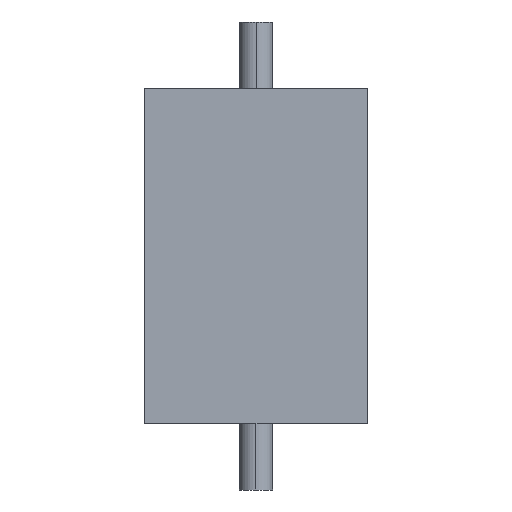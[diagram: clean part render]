
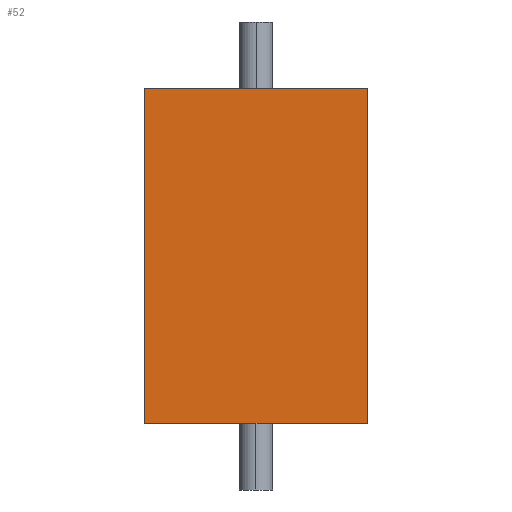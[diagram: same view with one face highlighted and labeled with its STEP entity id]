
A CAD part, left-side view. The second image highlights one B-rep face of the part: STEP entity #52.
In plain terms, the highlighted planar face has unit normal (-1, 0, 0).
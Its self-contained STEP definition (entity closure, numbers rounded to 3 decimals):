
#9 = DIRECTION ( 'NONE',  ( 0., -1., 0. ) ) ;
#13 = DIRECTION ( 'NONE',  ( 0., -1., 0. ) ) ;
#20 = FACE_OUTER_BOUND ( 'NONE', #322, .T. ) ;
#29 = VERTEX_POINT ( 'NONE', #414 ) ;
#46 = CARTESIAN_POINT ( 'NONE',  ( -250., 100., -75. ) ) ;
#51 = CARTESIAN_POINT ( 'NONE',  ( -250., 100., -75. ) ) ;
#52 = ADVANCED_FACE ( 'NONE', ( #20 ), #190, .F. ) ;
#68 = DIRECTION ( 'NONE',  ( 0., 0., -1. ) ) ;
#98 = VECTOR ( 'NONE', #9, 1000. ) ;
#119 = VECTOR ( 'NONE', #317, 1000. ) ;
#152 = ORIENTED_EDGE ( 'NONE', *, *, #346, .T. ) ;
#159 = ORIENTED_EDGE ( 'NONE', *, *, #355, .F. ) ;
#190 = PLANE ( 'NONE',  #409 ) ;
#196 = CARTESIAN_POINT ( 'NONE',  ( -250., 100., -75. ) ) ;
#201 = ORIENTED_EDGE ( 'NONE', *, *, #328, .F. ) ;
#221 = LINE ( 'NONE', #46, #542 ) ;
#227 = LINE ( 'NONE', #311, #119 ) ;
#303 = VERTEX_POINT ( 'NONE', #380 ) ;
#311 = CARTESIAN_POINT ( 'NONE',  ( -250., 0., -75. ) ) ;
#317 = DIRECTION ( 'NONE',  ( 0., 0., 1. ) ) ;
#322 = EDGE_LOOP ( 'NONE', ( #411, #159, #201, #152 ) ) ;
#328 = EDGE_CURVE ( 'NONE', #353, #303, #221, .T. ) ;
#346 = EDGE_CURVE ( 'NONE', #353, #460, #448, .T. ) ;
#352 = CARTESIAN_POINT ( 'NONE',  ( -250., 100., -75. ) ) ;
#353 = VERTEX_POINT ( 'NONE', #352 ) ;
#355 = EDGE_CURVE ( 'NONE', #303, #29, #358, .T. ) ;
#358 = LINE ( 'NONE', #403, #365 ) ;
#365 = VECTOR ( 'NONE', #13, 1000. ) ;
#368 = DIRECTION ( 'NONE',  ( 1., 0., 0. ) ) ;
#369 = EDGE_CURVE ( 'NONE', #460, #29, #227, .T. ) ;
#380 = CARTESIAN_POINT ( 'NONE',  ( -250., 100., 75. ) ) ;
#394 = DIRECTION ( 'NONE',  ( 0., 0., 1. ) ) ;
#398 = CARTESIAN_POINT ( 'NONE',  ( -250., 0., -75. ) ) ;
#403 = CARTESIAN_POINT ( 'NONE',  ( -250., 100., 75. ) ) ;
#409 = AXIS2_PLACEMENT_3D ( 'NONE', #196, #368, #68 ) ;
#411 = ORIENTED_EDGE ( 'NONE', *, *, #369, .T. ) ;
#414 = CARTESIAN_POINT ( 'NONE',  ( -250., 0., 75. ) ) ;
#448 = LINE ( 'NONE', #51, #98 ) ;
#460 = VERTEX_POINT ( 'NONE', #398 ) ;
#542 = VECTOR ( 'NONE', #394, 1000. ) ;
